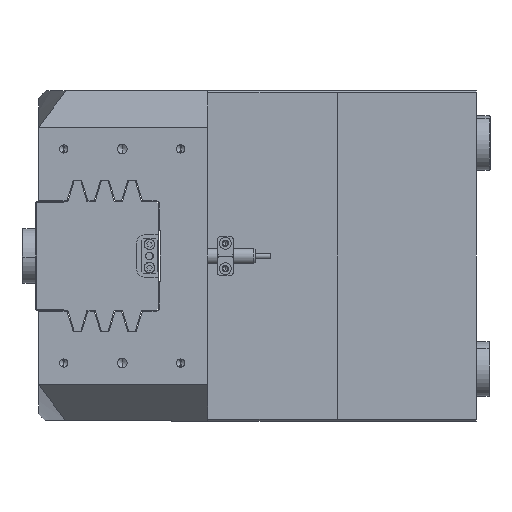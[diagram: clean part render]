
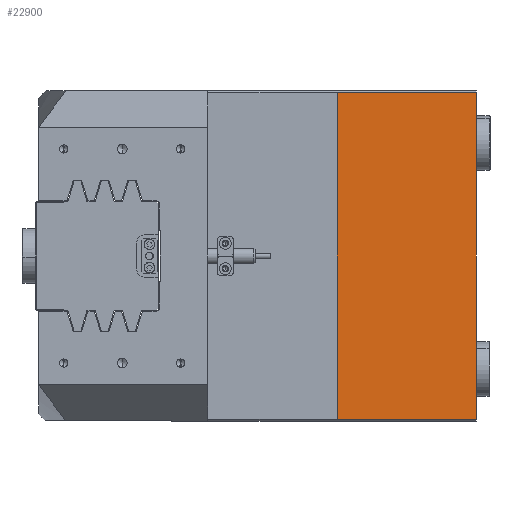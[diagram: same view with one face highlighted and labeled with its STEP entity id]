
A CAD part, left-side view. The second image highlights one B-rep face of the part: STEP entity #22900.
In plain terms, the highlighted planar face has unit normal (-1, 0, 0).
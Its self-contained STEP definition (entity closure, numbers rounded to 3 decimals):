
#2475 = PLANE ( 'NONE',  #42900 ) ;
#2757 = CARTESIAN_POINT ( 'NONE',  ( -145., 84.8, -71.5 ) ) ;
#2860 = VECTOR ( 'NONE', #6938, 1000. ) ;
#4408 = ORIENTED_EDGE ( 'NONE', *, *, #6065, .T. ) ;
#4572 = LINE ( 'NONE', #17884, #7706 ) ;
#6065 = EDGE_CURVE ( 'NONE', #38910, #21866, #10603, .T. ) ;
#6938 = DIRECTION ( 'NONE',  ( 0., 0., -1. ) ) ;
#7706 = VECTOR ( 'NONE', #34898, 1000. ) ;
#9883 = DIRECTION ( 'NONE',  ( 0., 1., 0. ) ) ;
#10603 = LINE ( 'NONE', #13468, #2860 ) ;
#11826 = ORIENTED_EDGE ( 'NONE', *, *, #15019, .F. ) ;
#12755 = DIRECTION ( 'NONE',  ( 0., 0., -1. ) ) ;
#13186 = VERTEX_POINT ( 'NONE', #17522 ) ;
#13468 = CARTESIAN_POINT ( 'NONE',  ( -145., 83.8, -71.5 ) ) ;
#14990 = FACE_OUTER_BOUND ( 'NONE', #30742, .T. ) ;
#15019 = EDGE_CURVE ( 'NONE', #13186, #21866, #23796, .T. ) ;
#17522 = CARTESIAN_POINT ( 'NONE',  ( -145., -83.8, -71.5 ) ) ;
#17884 = CARTESIAN_POINT ( 'NONE',  ( -145., -83.8, -71.5 ) ) ;
#19331 = DIRECTION ( 'NONE',  ( 1., 0., 0. ) ) ;
#20258 = CARTESIAN_POINT ( 'NONE',  ( -145., 84.8, -71.5 ) ) ;
#21526 = VERTEX_POINT ( 'NONE', #21842 ) ;
#21842 = CARTESIAN_POINT ( 'NONE',  ( -145., -83.8, 0. ) ) ;
#21866 = VERTEX_POINT ( 'NONE', #39076 ) ;
#22837 = CARTESIAN_POINT ( 'NONE',  ( -145., 83.8, 0. ) ) ;
#22900 = ADVANCED_FACE ( 'NONE', ( #14990 ), #2475, .F. ) ;
#23013 = DIRECTION ( 'NONE',  ( 0., 1., 0. ) ) ;
#23796 = LINE ( 'NONE', #20258, #41969 ) ;
#25053 = VECTOR ( 'NONE', #9883, 1000. ) ;
#26635 = LINE ( 'NONE', #33543, #25053 ) ;
#29943 = ORIENTED_EDGE ( 'NONE', *, *, #35069, .T. ) ;
#30742 = EDGE_LOOP ( 'NONE', ( #29943, #4408, #11826, #34025 ) ) ;
#32783 = EDGE_CURVE ( 'NONE', #13186, #21526, #4572, .T. ) ;
#33543 = CARTESIAN_POINT ( 'NONE',  ( -145., 84.8, 0. ) ) ;
#34025 = ORIENTED_EDGE ( 'NONE', *, *, #32783, .T. ) ;
#34898 = DIRECTION ( 'NONE',  ( 0., 0., 1. ) ) ;
#35069 = EDGE_CURVE ( 'NONE', #21526, #38910, #26635, .T. ) ;
#38910 = VERTEX_POINT ( 'NONE', #22837 ) ;
#39076 = CARTESIAN_POINT ( 'NONE',  ( -145., 83.8, -71.5 ) ) ;
#41969 = VECTOR ( 'NONE', #23013, 1000. ) ;
#42900 = AXIS2_PLACEMENT_3D ( 'NONE', #2757, #19331, #12755 ) ;
